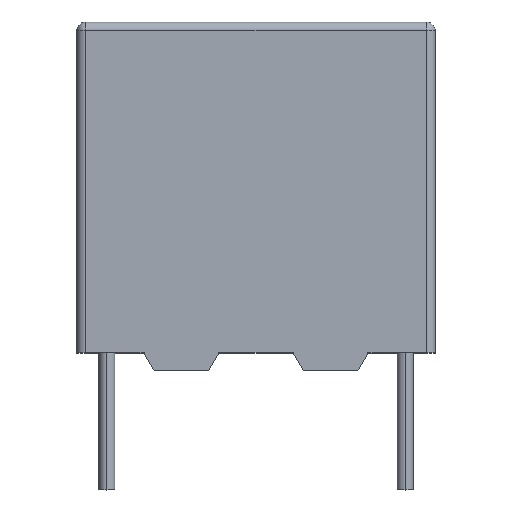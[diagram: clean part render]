
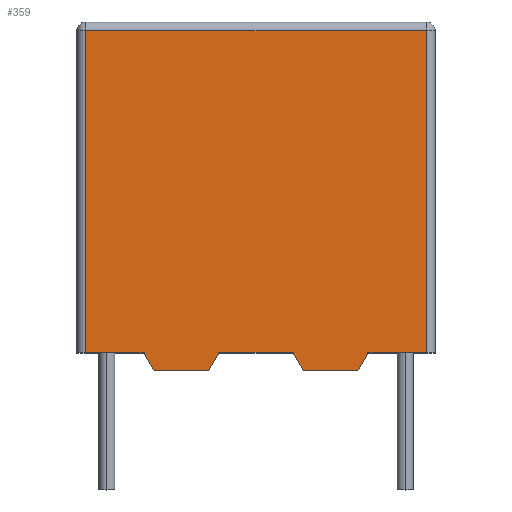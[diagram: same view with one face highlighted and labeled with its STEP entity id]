
A CAD part, top view. The second image highlights one B-rep face of the part: STEP entity #359.
In plain terms, the highlighted planar face has unit normal (0, 0, 1).
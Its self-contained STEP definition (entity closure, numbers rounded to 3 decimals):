
#18 = ORIENTED_EDGE ( 'NONE', *, *, #337, .T. ) ;
#60 = CARTESIAN_POINT ( 'NONE',  ( -9., 0.875, 4.5 ) ) ;
#62 = ORIENTED_EDGE ( 'NONE', *, *, #1308, .T. ) ;
#78 = EDGE_LOOP ( 'NONE', ( #125, #1310, #1367, #709, #925, #918, #18, #1424, #1346, #633, #62, #86 ) ) ;
#81 = EDGE_CURVE ( 'NONE', #100, #1359, #831, .T. ) ;
#86 = ORIENTED_EDGE ( 'NONE', *, *, #1021, .T. ) ;
#87 = VERTEX_POINT ( 'NONE', #1797 ) ;
#100 = VERTEX_POINT ( 'NONE', #380 ) ;
#119 = VERTEX_POINT ( 'NONE', #456 ) ;
#120 = LINE ( 'NONE', #586, #761 ) ;
#125 = ORIENTED_EDGE ( 'NONE', *, *, #931, .T. ) ;
#151 = EDGE_CURVE ( 'NONE', #790, #1454, #924, .T. ) ;
#158 = VECTOR ( 'NONE', #429, 1000. ) ;
#189 = LINE ( 'NONE', #1209, #891 ) ;
#191 = VECTOR ( 'NONE', #329, 1000. ) ;
#196 = CARTESIAN_POINT ( 'NONE',  ( 0., 0., 4.5 ) ) ;
#217 = CARTESIAN_POINT ( 'NONE',  ( -5.12, 0., 4.5 ) ) ;
#224 = CARTESIAN_POINT ( 'NONE',  ( 5.625, 0.875, 4.5 ) ) ;
#237 = CARTESIAN_POINT ( 'NONE',  ( -1.875, 0.875, 4.5 ) ) ;
#319 = CARTESIAN_POINT ( 'NONE',  ( -5.625, 0.875, 4.5 ) ) ;
#326 = DIRECTION ( 'NONE',  ( 0.5, -0.866, 0. ) ) ;
#329 = DIRECTION ( 'NONE',  ( 0., -1., 0. ) ) ;
#331 = LINE ( 'NONE', #237, #1624 ) ;
#337 = EDGE_CURVE ( 'NONE', #1454, #1590, #331, .T. ) ;
#359 = ADVANCED_FACE ( 'NONE', ( #984 ), #1016, .T. ) ;
#380 = CARTESIAN_POINT ( 'NONE',  ( -8.55, 17.05, 4.5 ) ) ;
#389 = DIRECTION ( 'NONE',  ( -1., 0., 0. ) ) ;
#429 = DIRECTION ( 'NONE',  ( 0.5, -0.866, 0. ) ) ;
#456 = CARTESIAN_POINT ( 'NONE',  ( 8.55, 17.05, 4.5 ) ) ;
#474 = VECTOR ( 'NONE', #326, 1000. ) ;
#536 = LINE ( 'NONE', #1348, #1163 ) ;
#586 = CARTESIAN_POINT ( 'NONE',  ( 5.625, 0.875, 4.5 ) ) ;
#598 = VECTOR ( 'NONE', #1854, 1000. ) ;
#601 = VERTEX_POINT ( 'NONE', #217 ) ;
#622 = VERTEX_POINT ( 'NONE', #1416 ) ;
#633 = ORIENTED_EDGE ( 'NONE', *, *, #1387, .T. ) ;
#655 = VERTEX_POINT ( 'NONE', #687 ) ;
#674 = LINE ( 'NONE', #224, #1248 ) ;
#687 = CARTESIAN_POINT ( 'NONE',  ( 5.625, 0.875, 4.5 ) ) ;
#689 = VECTOR ( 'NONE', #987, 1000. ) ;
#694 = EDGE_CURVE ( 'NONE', #1359, #765, #707, .T. ) ;
#707 = LINE ( 'NONE', #60, #1430 ) ;
#709 = ORIENTED_EDGE ( 'NONE', *, *, #1772, .T. ) ;
#761 = VECTOR ( 'NONE', #1012, 1000. ) ;
#765 = VERTEX_POINT ( 'NONE', #319 ) ;
#790 = VERTEX_POINT ( 'NONE', #1557 ) ;
#831 = LINE ( 'NONE', #1542, #191 ) ;
#890 = DIRECTION ( 'NONE',  ( 1., 0., 0. ) ) ;
#891 = VECTOR ( 'NONE', #389, 1000. ) ;
#918 = ORIENTED_EDGE ( 'NONE', *, *, #151, .T. ) ;
#924 = LINE ( 'NONE', #1558, #1613 ) ;
#925 = ORIENTED_EDGE ( 'NONE', *, *, #1106, .T. ) ;
#931 = EDGE_CURVE ( 'NONE', #119, #100, #189, .T. ) ;
#956 = DIRECTION ( 'NONE',  ( 0.5, 0.866, 0. ) ) ;
#984 = FACE_OUTER_BOUND ( 'NONE', #78, .T. ) ;
#987 = DIRECTION ( 'NONE',  ( 1., 0., 0. ) ) ;
#1012 = DIRECTION ( 'NONE',  ( 0.5, 0.866, 0. ) ) ;
#1016 = PLANE ( 'NONE',  #1066 ) ;
#1021 = EDGE_CURVE ( 'NONE', #87, #119, #536, .T. ) ;
#1033 = CARTESIAN_POINT ( 'NONE',  ( -5.12, 0., 4.5 ) ) ;
#1066 = AXIS2_PLACEMENT_3D ( 'NONE', #196, #1144, #1679 ) ;
#1071 = CARTESIAN_POINT ( 'NONE',  ( -1.875, 0.875, 4.5 ) ) ;
#1091 = CARTESIAN_POINT ( 'NONE',  ( -8.55, 0.875, 4.5 ) ) ;
#1106 = EDGE_CURVE ( 'NONE', #601, #790, #1202, .T. ) ;
#1121 = LINE ( 'NONE', #1761, #474 ) ;
#1133 = CARTESIAN_POINT ( 'NONE',  ( 1.875, 0.875, 4.5 ) ) ;
#1144 = DIRECTION ( 'NONE',  ( 0., 0., 1. ) ) ;
#1156 = EDGE_CURVE ( 'NONE', #622, #1506, #1935, .T. ) ;
#1163 = VECTOR ( 'NONE', #1706, 1000. ) ;
#1202 = LINE ( 'NONE', #1033, #598 ) ;
#1209 = CARTESIAN_POINT ( 'NONE',  ( -9., 17.05, 4.5 ) ) ;
#1248 = VECTOR ( 'NONE', #1385, 1000. ) ;
#1308 = EDGE_CURVE ( 'NONE', #655, #87, #674, .T. ) ;
#1310 = ORIENTED_EDGE ( 'NONE', *, *, #81, .T. ) ;
#1346 = ORIENTED_EDGE ( 'NONE', *, *, #1156, .T. ) ;
#1348 = CARTESIAN_POINT ( 'NONE',  ( 8.55, 17.5, 4.5 ) ) ;
#1359 = VERTEX_POINT ( 'NONE', #1091 ) ;
#1367 = ORIENTED_EDGE ( 'NONE', *, *, #694, .T. ) ;
#1385 = DIRECTION ( 'NONE',  ( 1., 0., 0. ) ) ;
#1387 = EDGE_CURVE ( 'NONE', #1506, #655, #120, .T. ) ;
#1416 = CARTESIAN_POINT ( 'NONE',  ( 2.38, 0., 4.5 ) ) ;
#1418 = LINE ( 'NONE', #1888, #158 ) ;
#1424 = ORIENTED_EDGE ( 'NONE', *, *, #1552, .T. ) ;
#1430 = VECTOR ( 'NONE', #890, 1000. ) ;
#1439 = DIRECTION ( 'NONE',  ( 1., 0., 0. ) ) ;
#1454 = VERTEX_POINT ( 'NONE', #1071 ) ;
#1506 = VERTEX_POINT ( 'NONE', #1509 ) ;
#1509 = CARTESIAN_POINT ( 'NONE',  ( 5.12, 0., 4.5 ) ) ;
#1542 = CARTESIAN_POINT ( 'NONE',  ( -8.55, 0.875, 4.5 ) ) ;
#1552 = EDGE_CURVE ( 'NONE', #1590, #622, #1121, .T. ) ;
#1557 = CARTESIAN_POINT ( 'NONE',  ( -2.38, 0., 4.5 ) ) ;
#1558 = CARTESIAN_POINT ( 'NONE',  ( -1.875, 0.875, 4.5 ) ) ;
#1563 = CARTESIAN_POINT ( 'NONE',  ( 5.12, 0., 4.5 ) ) ;
#1590 = VERTEX_POINT ( 'NONE', #1133 ) ;
#1613 = VECTOR ( 'NONE', #956, 1000. ) ;
#1624 = VECTOR ( 'NONE', #1439, 1000. ) ;
#1679 = DIRECTION ( 'NONE',  ( 1., 0., 0. ) ) ;
#1706 = DIRECTION ( 'NONE',  ( 0., 1., 0. ) ) ;
#1761 = CARTESIAN_POINT ( 'NONE',  ( 1.875, 0.875, 4.5 ) ) ;
#1772 = EDGE_CURVE ( 'NONE', #765, #601, #1418, .T. ) ;
#1797 = CARTESIAN_POINT ( 'NONE',  ( 8.55, 0.875, 4.5 ) ) ;
#1854 = DIRECTION ( 'NONE',  ( 1., 0., 0. ) ) ;
#1888 = CARTESIAN_POINT ( 'NONE',  ( -5.625, 0.875, 4.5 ) ) ;
#1935 = LINE ( 'NONE', #1563, #689 ) ;
